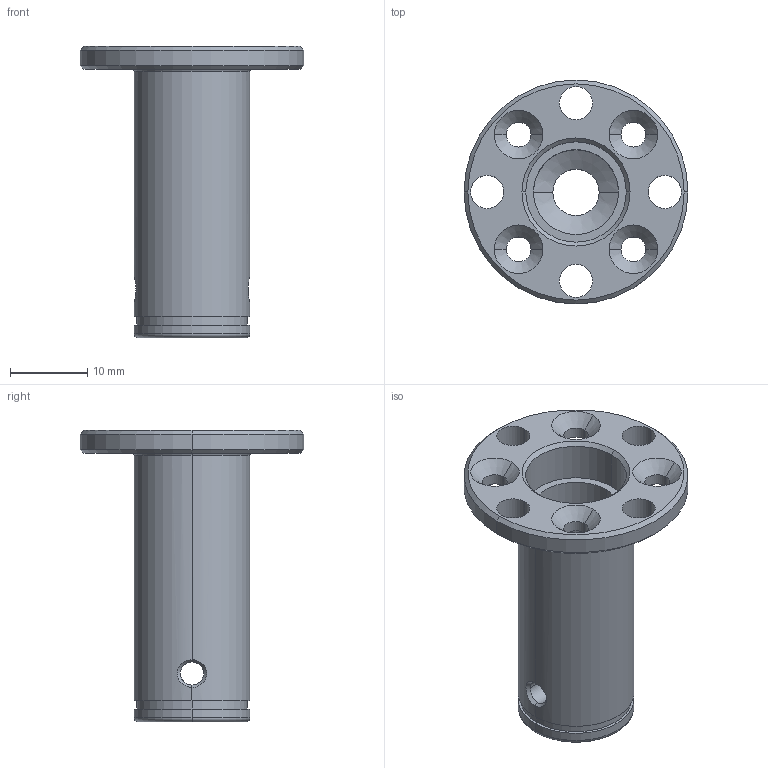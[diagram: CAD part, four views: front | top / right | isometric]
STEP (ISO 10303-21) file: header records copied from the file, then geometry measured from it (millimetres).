
FILE_DESCRIPTION (( 'STEP AP203' ), '1' );
FILE_NAME ('axe u10 goupille.STEP', '2016-11-29T09:49:54', ( '' ), ( '' ), 'SwSTEP 2.0', 'SolidWorks 2016', '' );
FILE_SCHEMA (( 'CONFIG_CONTROL_DESIGN' ));
Length unit declared in the file: millimetre
Products named in the file (1): axe u10 goupille
Bounding box: 29 x 29 x 37.75 mm (x, y, z)
Volume: 4549.4 mm3; surface area: 4403.9 mm2
Topology: 1 solids, 1 shells, 66 faces, 166 edges, 102 vertices
Faces by surface type: cylinder 34, cone 18, plane 6, bspline 4, torus 4
Entity records: 4566 total; most frequent: CARTESIAN_POINT 2858, DIRECTION 350, ORIENTED_EDGE 332, EDGE_CURVE 166, AXIS2_PLACEMENT_3D 147, VERTEX_POINT 102, EDGE_LOOP 88, CIRCLE 84
